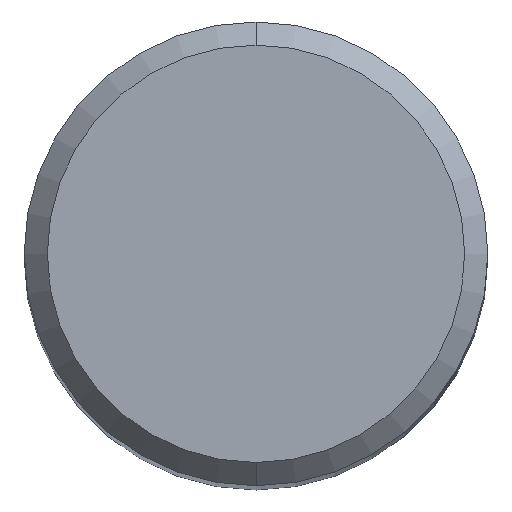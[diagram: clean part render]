
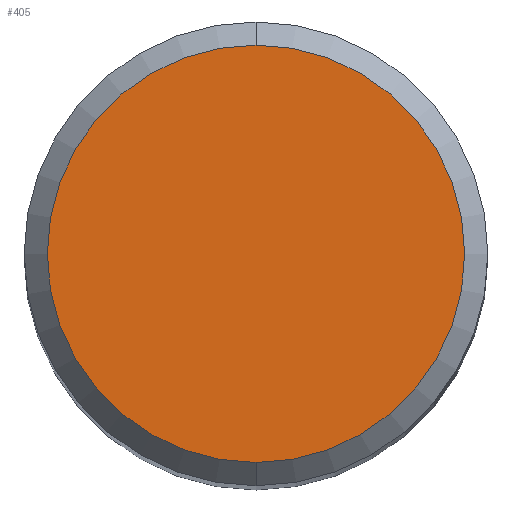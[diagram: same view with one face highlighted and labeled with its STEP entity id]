
A CAD part, top view. The second image highlights one B-rep face of the part: STEP entity #405.
In plain terms, the highlighted planar face has unit normal (0, 0, 1).
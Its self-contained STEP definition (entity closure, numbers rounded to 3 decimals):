
#193=EDGE_CURVE('',#219,#349,#489,.T.);
#219=VERTEX_POINT('',#518);
#343=EDGE_CURVE('',#349,#219,#652,.T.);
#349=VERTEX_POINT('',#658);
#405=ADVANCED_FACE('',(#720),#721,.T.);
#489=CIRCLE('',#832,3.6);
#518=CARTESIAN_POINT('',(0.,-3.6,41.394));
#652=CIRCLE('',#1190,3.6);
#658=CARTESIAN_POINT('',(0.0,3.6,41.394));
#720=FACE_OUTER_BOUND('',#1319,.T.);
#721=PLANE('',#1320);
#832=AXIS2_PLACEMENT_3D('',#1459,#1460,#1461);
#1190=AXIS2_PLACEMENT_3D('',#1636,#1637,#1638);
#1319=EDGE_LOOP('',(#1703,#1704));
#1320=AXIS2_PLACEMENT_3D('',#1705,#1706,#1707);
#1459=CARTESIAN_POINT('',(0.0,0.0,41.394));
#1460=DIRECTION('',(0.0,0.0,-1.0));
#1461=DIRECTION('',(0.0,1.0,0.0));
#1636=CARTESIAN_POINT('',(0.0,0.0,41.394));
#1637=DIRECTION('',(0.0,0.0,-1.0));
#1638=DIRECTION('',(0.0,1.0,0.0));
#1703=ORIENTED_EDGE('',*,*,#343,.F.);
#1704=ORIENTED_EDGE('',*,*,#193,.F.);
#1705=CARTESIAN_POINT('',(0.0,1.8,41.394));
#1706=DIRECTION('',(-0.0,0.0,1.0));
#1707=DIRECTION('',(0.0,-1.0,0.0));
